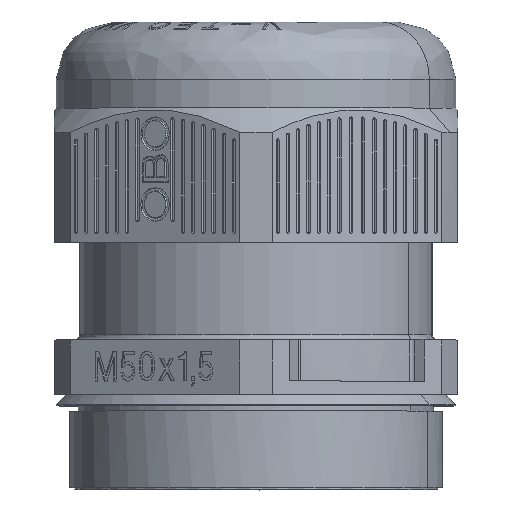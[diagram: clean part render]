
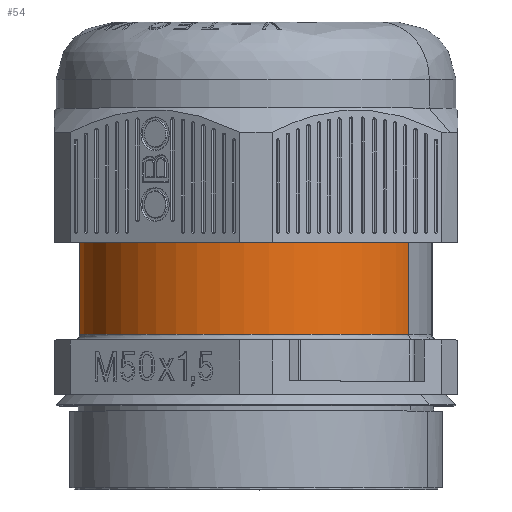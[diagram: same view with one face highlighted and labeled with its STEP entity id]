
A CAD part, top view. The second image highlights one B-rep face of the part: STEP entity #54.
In plain terms, the highlighted free-form (B-spline) face has degree [2, 1] with [5, 2] control points.
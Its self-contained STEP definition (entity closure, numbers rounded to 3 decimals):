
#54=ADVANCED_FACE('',(#1659),#22981,.T.);
#1659=FACE_OUTER_BOUND('',#3122,.T.);
#3122=EDGE_LOOP('',(#4754,#4755,#4756,#4757));
#4754=ORIENTED_EDGE('',*,*,#12570,.T.);
#4755=ORIENTED_EDGE('',*,*,#12562,.F.);
#4756=ORIENTED_EDGE('',*,*,#12571,.F.);
#4757=ORIENTED_EDGE('',*,*,#12568,.F.);
#12562=EDGE_CURVE('',#20379,#20391,#18665,.T.);
#12568=EDGE_CURVE('',#20393,#20378,#18671,.T.);
#12570=EDGE_CURVE('',#20393,#20391,#18673,.T.);
#12571=EDGE_CURVE('',#20378,#20379,#18674,.T.);
#18665=(
BOUNDED_CURVE()
B_SPLINE_CURVE(1,(#30020,#30021),.UNSPECIFIED.,.F.,.F.)
B_SPLINE_CURVE_WITH_KNOTS((2,2),(-18.636,0.),.UNSPECIFIED.)
CURVE()
GEOMETRIC_REPRESENTATION_ITEM()
RATIONAL_B_SPLINE_CURVE((1.,1.))
REPRESENTATION_ITEM('')
);
#18671=(
BOUNDED_CURVE()
B_SPLINE_CURVE(1,(#30040,#30041),.UNSPECIFIED.,.F.,.F.)
B_SPLINE_CURVE_WITH_KNOTS((2,2),(0.,18.636),.UNSPECIFIED.)
CURVE()
GEOMETRIC_REPRESENTATION_ITEM()
RATIONAL_B_SPLINE_CURVE((1.,1.))
REPRESENTATION_ITEM('')
);
#18673=(
BOUNDED_CURVE()
B_SPLINE_CURVE(2,(#30045,#30046,#30047,#30048,#30049),.UNSPECIFIED.,.F.,
 .F.)
B_SPLINE_CURVE_WITH_KNOTS((3,2,3),(-64.507,-37.279,
0.),.UNSPECIFIED.)
CURVE()
GEOMETRIC_REPRESENTATION_ITEM()
RATIONAL_B_SPLINE_CURVE((1.,0.836,1.,0.707,1.))
REPRESENTATION_ITEM('')
);
#18674=(
BOUNDED_CURVE()
B_SPLINE_CURVE(2,(#30050,#30051,#30052,#30053,#30054),.UNSPECIFIED.,.F.,
 .F.)
B_SPLINE_CURVE_WITH_KNOTS((3,2,3),(-64.507,-37.279,
0.),.UNSPECIFIED.)
CURVE()
GEOMETRIC_REPRESENTATION_ITEM()
RATIONAL_B_SPLINE_CURVE((1.,0.836,1.,0.707,1.))
REPRESENTATION_ITEM('')
);
#20378=VERTEX_POINT('',#29243);
#20379=VERTEX_POINT('',#29244);
#20391=VERTEX_POINT('',#29256);
#20393=VERTEX_POINT('',#29258);
#22981=(
BOUNDED_SURFACE()
B_SPLINE_SURFACE(2,1,((#26455,#26456),(#26457,#26458),(#26459,#26460),(#26461,
#26462),(#26463,#26464)),.UNSPECIFIED.,.F.,.F.,.F.)
B_SPLINE_SURFACE_WITH_KNOTS((3,2,3),(2,2),(-64.507,-37.279,
0.),(0.,18.636),.UNSPECIFIED.)
GEOMETRIC_REPRESENTATION_ITEM()
RATIONAL_B_SPLINE_SURFACE(((0.885,0.885),(0.786,
0.786),(1.,1.),(0.707,0.707),(1.,1.)))
REPRESENTATION_ITEM('')
SURFACE()
);
#26455=CARTESIAN_POINT('',(-23.443,20.72,-2.716));
#26456=CARTESIAN_POINT('',(-23.443,39.356,-2.716));
#26457=CARTESIAN_POINT('',(-25.228,20.72,12.686));
#26458=CARTESIAN_POINT('',(-25.228,39.356,12.686));
#26459=CARTESIAN_POINT('',(-11.8,20.72,20.438));
#26460=CARTESIAN_POINT('',(-11.8,39.356,20.438));
#26461=CARTESIAN_POINT('',(8.638,20.72,32.238));
#26462=CARTESIAN_POINT('',(8.638,39.356,32.238));
#26463=CARTESIAN_POINT('',(20.438,20.72,11.8));
#26464=CARTESIAN_POINT('',(20.438,39.356,11.8));
#29243=CARTESIAN_POINT('',(-23.443,39.356,-2.716));
#29244=CARTESIAN_POINT('',(20.438,39.356,11.8));
#29256=CARTESIAN_POINT('',(20.438,20.72,11.8));
#29258=CARTESIAN_POINT('',(-23.443,20.72,-2.716));
#30020=CARTESIAN_POINT('',(20.438,39.356,11.8));
#30021=CARTESIAN_POINT('',(20.438,20.72,11.8));
#30040=CARTESIAN_POINT('',(-23.443,20.72,-2.716));
#30041=CARTESIAN_POINT('',(-23.443,39.356,-2.716));
#30045=CARTESIAN_POINT('',(-23.443,20.72,-2.716));
#30046=CARTESIAN_POINT('',(-25.228,20.72,12.686));
#30047=CARTESIAN_POINT('',(-11.8,20.72,20.438));
#30048=CARTESIAN_POINT('',(8.638,20.72,32.238));
#30049=CARTESIAN_POINT('',(20.438,20.72,11.8));
#30050=CARTESIAN_POINT('',(-23.443,39.356,-2.716));
#30051=CARTESIAN_POINT('',(-25.228,39.356,12.686));
#30052=CARTESIAN_POINT('',(-11.8,39.356,20.438));
#30053=CARTESIAN_POINT('',(8.638,39.356,32.238));
#30054=CARTESIAN_POINT('',(20.438,39.356,11.8));
